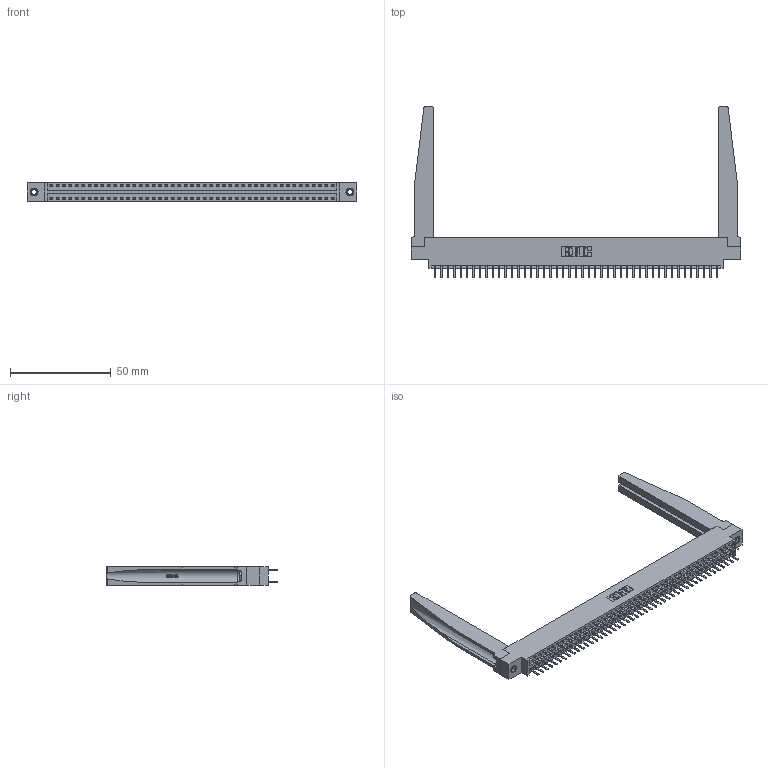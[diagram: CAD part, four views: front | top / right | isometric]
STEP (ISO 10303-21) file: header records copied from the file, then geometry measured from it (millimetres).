
FILE_DESCRIPTION (( 'STEP AP203' ), '1' );
FILE_NAME ('346-090-520-878.STEP', '2022-05-26T03:13:01', ( '' ), ( '' ), 'SwSTEP 2.0', 'SolidWorks 2020', '' );
FILE_SCHEMA (( 'CONFIG_CONTROL_DESIGN' ));
Length unit declared in the file: inch
Products named in the file (5): 345-292-001_345-293-120; 346-090-520-878; 345-250-001_345-250-001-102; 346-220-078_345-220-078; 346 Part_0.170 Offset - 0.156 Dia-TH
Assembly tree (95 placements, depth 2):
  346-090-520-878
    346 Part_0.170 Offset - 0.156 Dia-TH
    345-292-001_345-293-120  x90
    346-220-078_345-220-078  x2
    345-250-001_345-250-001-102  x2
Bounding box: 163.45 x 85.29 x 9.4 mm (x, y, z)
Volume: 22658.2 mm3; surface area: 28354.6 mm2
Topology: 95 solids, 95 shells, 5414 faces, 15655 edges, 10186 vertices
Faces by surface type: plane 3566, cylinder 1796, bspline 36, cone 12, torus 4
Entity records: 34374 total; most frequent: CARTESIAN_POINT 6617, ORIENTED_EDGE 5426, DIRECTION 4855, EDGE_CURVE 2713, LINE 2303, VECTOR 2303, VERTEX_POINT 1800, AXIS2_PLACEMENT_3D 1276
